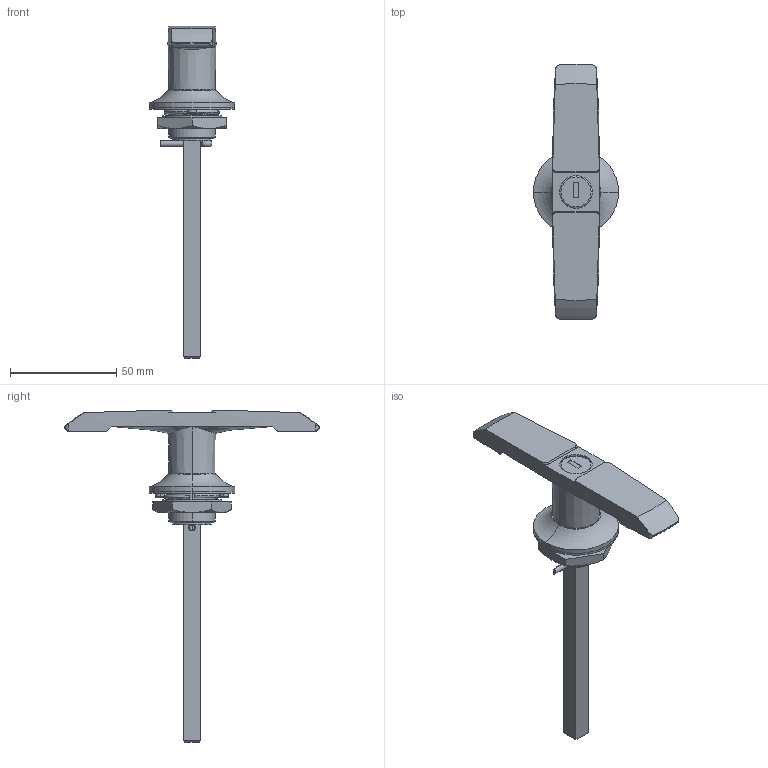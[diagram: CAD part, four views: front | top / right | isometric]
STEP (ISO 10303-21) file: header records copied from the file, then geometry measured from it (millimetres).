
FILE_DESCRIPTION (( 'STEP AP203' ), '1' );
FILE_NAME ('A-103N.STEP', '2019-06-04T06:22:00', ( '' ), ( '' ), 'SwSTEP 2.0', 'SolidWorks 2014', '' );
FILE_SCHEMA (( 'CONFIG_CONTROL_DESIGN' ));
Length unit declared in the file: millimetre
Products named in the file (9): A-103N_パッキン_; A-103N_スペーサー_; A-103N_ハンドル_; A-103N_リングワッシャー_; A-103N_割ピン_; T0230儘乕僞乕_岞奐梡_T儘乕僞乕; A-103N_六角ナット_; A-103N_受座金_; A-103N
Assembly tree (8 placements, depth 2):
  A-103N
    A-103N_受座金_
    A-103N_ハンドル_
    T0230儘乕僞乕_岞奐梡_T儘乕僞乕
    A-103N_パッキン_
    A-103N_リングワッシャー_
    A-103N_六角ナット_
    A-103N_スペーサー_
    A-103N_割ピン_
Bounding box: 40 x 120 x 155.96 mm (x, y, z)
Volume: 50371.9 mm3; surface area: 26053.2 mm2
Topology: 8 solids, 8 shells, 209 faces, 495 edges, 317 vertices
Faces by surface type: plane 91, cylinder 67, cone 19, torus 18, bspline 14
Entity records: 7978 total; most frequent: CARTESIAN_POINT 2253, DIRECTION 1002, ORIENTED_EDGE 990, EDGE_CURVE 495, AXIS2_PLACEMENT_3D 402, VERTEX_POINT 317, EDGE_LOOP 238, ADVANCED_FACE 209
